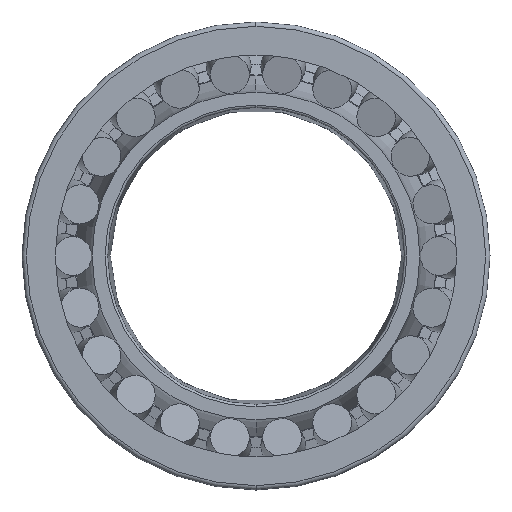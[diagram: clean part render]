
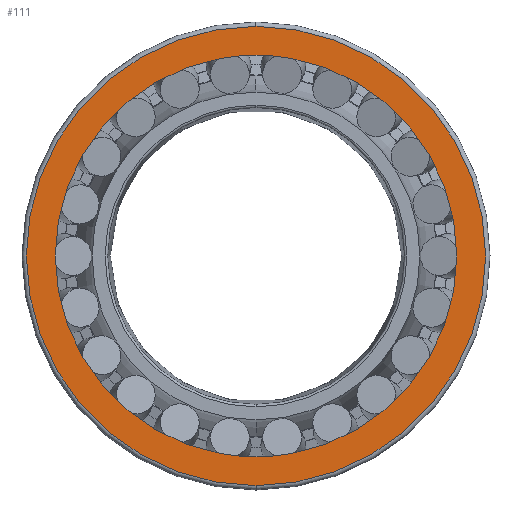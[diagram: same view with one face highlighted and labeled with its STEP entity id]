
A CAD part, left-side view. The second image highlights one B-rep face of the part: STEP entity #111.
In plain terms, the highlighted planar face has unit normal (-1, 0, 0).
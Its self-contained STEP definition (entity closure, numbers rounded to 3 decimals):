
#111=ADVANCED_FACE('',(#473,#474),#475,.T.);
#473=FACE_OUTER_BOUND('',#1196,.T.);
#474=FACE_BOUND('',#1197,.T.);
#475=PLANE('',#1198);
#1196=EDGE_LOOP('',(#2169,#2170));
#1197=EDGE_LOOP('',(#2171,#2172,#2173));
#1198=AXIS2_PLACEMENT_3D('',#2174,#2175,#2176);
#2169=ORIENTED_EDGE('',*,*,#4386,.F.);
#2170=ORIENTED_EDGE('',*,*,#4427,.F.);
#2171=ORIENTED_EDGE('',*,*,#4431,.T.);
#2172=ORIENTED_EDGE('',*,*,#4366,.T.);
#2173=ORIENTED_EDGE('',*,*,#4432,.T.);
#2174=CARTESIAN_POINT('',(0.,103.45,0.0));
#2175=DIRECTION('',(-1.0,0.,0.0));
#2176=DIRECTION('',(0.,1.0,0.0));
#4366=EDGE_CURVE('',#5171,#5168,#5172,.T.);
#4386=EDGE_CURVE('',#5208,#5211,#5212,.T.);
#4427=EDGE_CURVE('',#5211,#5208,#5269,.T.);
#4431=EDGE_CURVE('',#5274,#5171,#5275,.T.);
#4432=EDGE_CURVE('',#5168,#5274,#5276,.T.);
#5168=VERTEX_POINT('',#6497);
#5171=VERTEX_POINT('',#6500);
#5172=CIRCLE('',#6501,96.5);
#5208=VERTEX_POINT('',#6539);
#5211=VERTEX_POINT('',#6542);
#5212=CIRCLE('',#6543,110.4);
#5269=CIRCLE('',#6814,110.4);
#5274=VERTEX_POINT('',#6819);
#5275=CIRCLE('',#6820,96.5);
#5276=CIRCLE('',#6821,96.5);
#6497=CARTESIAN_POINT('',(0.,0.,-96.5));
#6500=CARTESIAN_POINT('',(0.,0.,96.5));
#6501=AXIS2_PLACEMENT_3D('',#13709,#13710,#13711);
#6539=CARTESIAN_POINT('',(0.0,0.,-110.4));
#6542=CARTESIAN_POINT('',(0.0,0.,110.4));
#6543=AXIS2_PLACEMENT_3D('',#13765,#13766,#13767);
#6814=AXIS2_PLACEMENT_3D('',#13835,#13836,#13837);
#6819=CARTESIAN_POINT('',(0.,96.5,0.0));
#6820=AXIS2_PLACEMENT_3D('',#13847,#13848,#13849);
#6821=AXIS2_PLACEMENT_3D('',#13850,#13851,#13852);
#13709=CARTESIAN_POINT('',(0.,0.0,0.0));
#13710=DIRECTION('',(1.0,0.0,0.0));
#13711=DIRECTION('',(0.0,1.0,0.0));
#13765=CARTESIAN_POINT('',(0.0,0.0,0.0));
#13766=DIRECTION('',(1.0,0.0,0.0));
#13767=DIRECTION('',(0.0,1.0,0.0));
#13835=CARTESIAN_POINT('',(0.0,0.0,0.0));
#13836=DIRECTION('',(1.0,0.0,0.0));
#13837=DIRECTION('',(0.0,1.0,0.0));
#13847=CARTESIAN_POINT('',(0.,0.0,0.0));
#13848=DIRECTION('',(1.0,0.0,0.0));
#13849=DIRECTION('',(0.0,1.0,0.0));
#13850=CARTESIAN_POINT('',(0.,0.0,0.0));
#13851=DIRECTION('',(1.0,0.0,0.0));
#13852=DIRECTION('',(0.0,1.0,0.0));
